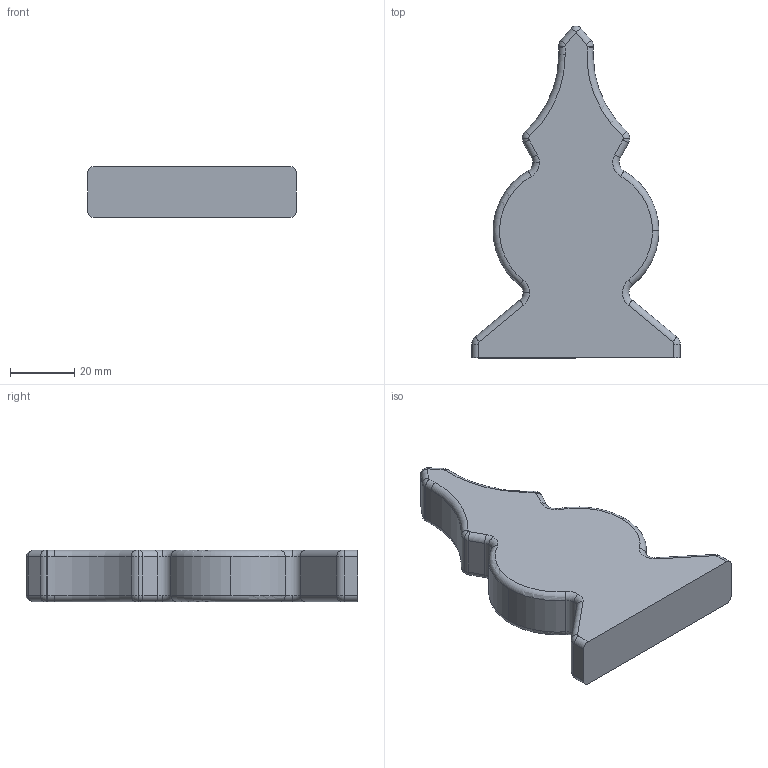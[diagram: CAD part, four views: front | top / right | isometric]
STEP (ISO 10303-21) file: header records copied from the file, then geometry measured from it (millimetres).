
FILE_DESCRIPTION (( 'STEP AP203' ), '1' );
FILE_NAME ('65 PICKET SPEAR_REV_.step', '2026-03-01T21:32:40', ( '' ), ( '' ), 'SwSTEP 2.0', 'SolidWorks 2025', '' );
FILE_SCHEMA (( 'CONFIG_CONTROL_DESIGN' ));
Length unit declared in the file: millimetre
Products named in the file (1): 65 PICKET SPEAR_REV_
Bounding box: 65 x 103.45 x 16 mm (x, y, z)
Volume: 57749.2 mm3; surface area: 11859.5 mm2
Topology: 1 solids, 1 shells, 94 faces, 230 edges, 136 vertices
Faces by surface type: torus 44, cylinder 37, plane 11, sphere 2
Entity records: 2849 total; most frequent: DIRECTION 578, CARTESIAN_POINT 455, ORIENTED_EDGE 452, AXIS2_PLACEMENT_3D 257, EDGE_CURVE 226, CIRCLE 162, VERTEX_POINT 134, ADVANCED_FACE 94
